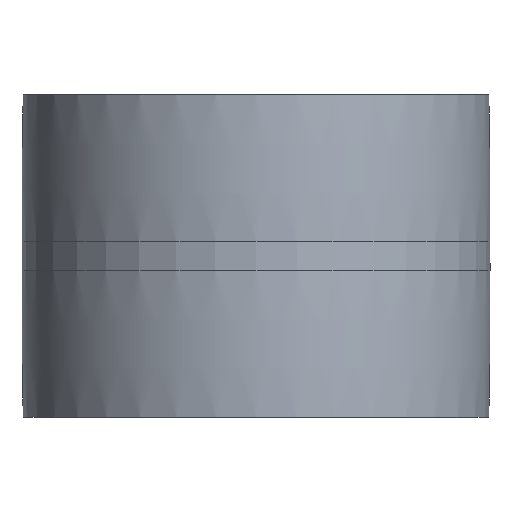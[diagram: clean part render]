
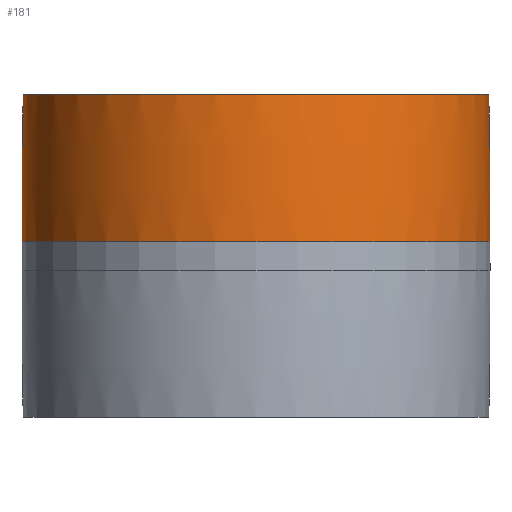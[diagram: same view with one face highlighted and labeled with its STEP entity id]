
A CAD part, front view. The second image highlights one B-rep face of the part: STEP entity #181.
In plain terms, the highlighted toroidal (fillet/blend) face has major radius 7925.62 mm and minor radius 8128.62 mm.
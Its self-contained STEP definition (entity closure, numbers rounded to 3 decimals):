
#18 = AXIS2_PLACEMENT_3D ( 'NONE', #140, #212, #123 ) ;
#58 = ORIENTED_EDGE ( 'NONE', *, *, #430, .F. ) ;
#85 = TOROIDAL_SURFACE ( 'NONE', #18, -7925.625, 8128.625 ) ;
#86 = AXIS2_PLACEMENT_3D ( 'NONE', #137, #881, #732 ) ;
#108 = DIRECTION ( 'NONE',  ( -1., 0., 0. ) ) ;
#123 = DIRECTION ( 'NONE',  ( 1., 0., 0. ) ) ;
#125 = ORIENTED_EDGE ( 'NONE', *, *, #427, .F. ) ;
#134 = VERTEX_POINT ( 'NONE', #351 ) ;
#137 = CARTESIAN_POINT ( 'NONE',  ( -7925.625, 0., 12.5 ) ) ;
#140 = CARTESIAN_POINT ( 'NONE',  ( 0., 0., 12.5 ) ) ;
#142 = FACE_OUTER_BOUND ( 'NONE', #570, .T. ) ;
#149 = VERTEX_POINT ( 'NONE', #791 ) ;
#162 = CIRCLE ( 'NONE', #86, 8128.625 ) ;
#177 = CARTESIAN_POINT ( 'NONE',  ( 7925.625, 0., 12.5 ) ) ;
#181 = ADVANCED_FACE ( 'NONE', ( #142 ), #85, .T. ) ;
#209 = DIRECTION ( 'NONE',  ( 1., 0., 0. ) ) ;
#212 = DIRECTION ( 'NONE',  ( 0., 0., 1. ) ) ;
#213 = DIRECTION ( 'NONE',  ( 0., 0., 1. ) ) ;
#249 = DIRECTION ( 'NONE',  ( 0., 0., 1. ) ) ;
#278 = CARTESIAN_POINT ( 'NONE',  ( 0., 0., 12.5 ) ) ;
#351 = CARTESIAN_POINT ( 'NONE',  ( 202., 0., 140. ) ) ;
#353 = VERTEX_POINT ( 'NONE', #671 ) ;
#375 = AXIS2_PLACEMENT_3D ( 'NONE', #690, #249, #543 ) ;
#403 = CIRCLE ( 'NONE', #778, 8128.625 ) ;
#417 = ORIENTED_EDGE ( 'NONE', *, *, #804, .T. ) ;
#427 = EDGE_CURVE ( 'NONE', #576, #134, #637, .T. ) ;
#430 = EDGE_CURVE ( 'NONE', #353, #576, #403, .T. ) ;
#442 = AXIS2_PLACEMENT_3D ( 'NONE', #278, #213, #209 ) ;
#472 = DIRECTION ( 'NONE',  ( 0., 1., 0. ) ) ;
#543 = DIRECTION ( 'NONE',  ( 1., 0., 0. ) ) ;
#570 = EDGE_LOOP ( 'NONE', ( #58, #953, #417, #125 ) ) ;
#576 = VERTEX_POINT ( 'NONE', #737 ) ;
#637 = CIRCLE ( 'NONE', #375, 202. ) ;
#671 = CARTESIAN_POINT ( 'NONE',  ( -203., 0., 12.5 ) ) ;
#690 = CARTESIAN_POINT ( 'NONE',  ( 0., 0., 140. ) ) ;
#732 = DIRECTION ( 'NONE',  ( 0., 0., -1. ) ) ;
#737 = CARTESIAN_POINT ( 'NONE',  ( -202., 0., 140. ) ) ;
#778 = AXIS2_PLACEMENT_3D ( 'NONE', #177, #472, #108 ) ;
#791 = CARTESIAN_POINT ( 'NONE',  ( 203., 0., 12.5 ) ) ;
#804 = EDGE_CURVE ( 'NONE', #149, #134, #162, .T. ) ;
#819 = EDGE_CURVE ( 'NONE', #353, #149, #896, .T. ) ;
#881 = DIRECTION ( 'NONE',  ( 0., -1., 0. ) ) ;
#896 = CIRCLE ( 'NONE', #442, 203. ) ;
#953 = ORIENTED_EDGE ( 'NONE', *, *, #819, .T. ) ;
